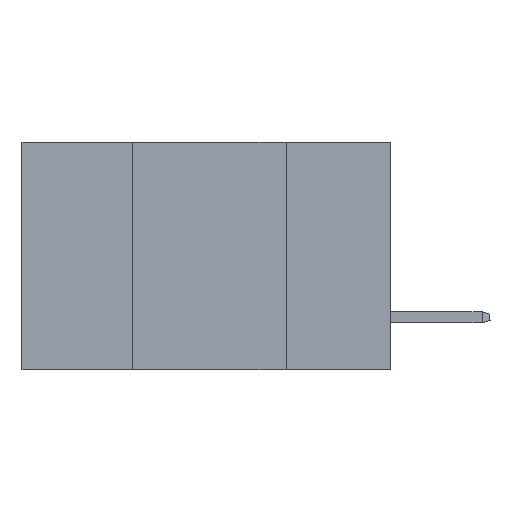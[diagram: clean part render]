
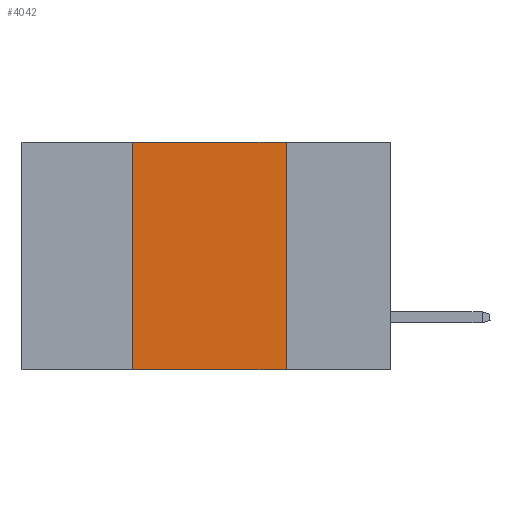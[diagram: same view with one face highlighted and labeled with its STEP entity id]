
A CAD part, left-side view. The second image highlights one B-rep face of the part: STEP entity #4042.
In plain terms, the highlighted planar face has unit normal (-1, 0, 0).
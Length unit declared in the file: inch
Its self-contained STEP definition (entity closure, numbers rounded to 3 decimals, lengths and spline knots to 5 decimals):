
#363 = LINE ( 'NONE', #3575, #5465 ) ;
#1371 = LINE ( 'NONE', #9990, #7698 ) ;
#1653 = DIRECTION ( 'NONE',  ( 0., 0., 1. ) ) ;
#2459 = CARTESIAN_POINT ( 'NONE',  ( 0., 0.6, 0. ) ) ;
#2681 = CARTESIAN_POINT ( 'NONE',  ( 0., 0.42, -0.37 ) ) ;
#2762 = VERTEX_POINT ( 'NONE', #9579 ) ;
#2838 = CARTESIAN_POINT ( 'NONE',  ( 0., 0.6, -0.37 ) ) ;
#2930 = LINE ( 'NONE', #2459, #8010 ) ;
#3469 = DIRECTION ( 'NONE',  ( 0., 0., -1. ) ) ;
#3575 = CARTESIAN_POINT ( 'NONE',  ( 0., 0.17, 0. ) ) ;
#3809 = ORIENTED_EDGE ( 'NONE', *, *, #11802, .T. ) ;
#4042 = ADVANCED_FACE ( 'NONE', ( #13352 ), #12416, .F. ) ;
#5465 = VECTOR ( 'NONE', #3469, 39.37008 ) ;
#5779 = EDGE_CURVE ( 'NONE', #13168, #2762, #363, .T. ) ;
#5800 = LINE ( 'NONE', #2838, #6872 ) ;
#6247 = VERTEX_POINT ( 'NONE', #9554 ) ;
#6872 = VECTOR ( 'NONE', #7921, 39.37008 ) ;
#7539 = VERTEX_POINT ( 'NONE', #2681 ) ;
#7580 = CARTESIAN_POINT ( 'NONE',  ( 0., 0.6, 0. ) ) ;
#7594 = AXIS2_PLACEMENT_3D ( 'NONE', #7580, #13555, #8908 ) ;
#7698 = VECTOR ( 'NONE', #1653, 39.37008 ) ;
#7777 = ORIENTED_EDGE ( 'NONE', *, *, #5779, .F. ) ;
#7921 = DIRECTION ( 'NONE',  ( 0., -1., 0. ) ) ;
#8010 = VECTOR ( 'NONE', #14017, 39.37008 ) ;
#8908 = DIRECTION ( 'NONE',  ( 0., 0., -1. ) ) ;
#9063 = ORIENTED_EDGE ( 'NONE', *, *, #9142, .F. ) ;
#9142 = EDGE_CURVE ( 'NONE', #7539, #6247, #1371, .T. ) ;
#9554 = CARTESIAN_POINT ( 'NONE',  ( 0., 0.42, 0. ) ) ;
#9579 = CARTESIAN_POINT ( 'NONE',  ( 0., 0.17, -0.37 ) ) ;
#9990 = CARTESIAN_POINT ( 'NONE',  ( 0., 0.42, 0. ) ) ;
#10502 = EDGE_CURVE ( 'NONE', #6247, #13168, #2930, .T. ) ;
#11802 = EDGE_CURVE ( 'NONE', #7539, #2762, #5800, .T. ) ;
#12416 = PLANE ( 'NONE',  #7594 ) ;
#12643 = CARTESIAN_POINT ( 'NONE',  ( 0., 0.17, 0. ) ) ;
#13043 = ORIENTED_EDGE ( 'NONE', *, *, #10502, .F. ) ;
#13168 = VERTEX_POINT ( 'NONE', #12643 ) ;
#13352 = FACE_OUTER_BOUND ( 'NONE', #14257, .T. ) ;
#13555 = DIRECTION ( 'NONE',  ( 1., 0., 0. ) ) ;
#14017 = DIRECTION ( 'NONE',  ( 0., -1., 0. ) ) ;
#14257 = EDGE_LOOP ( 'NONE', ( #7777, #13043, #9063, #3809 ) ) ;
